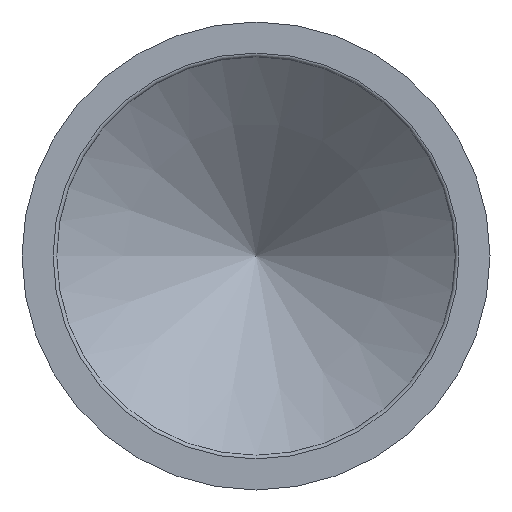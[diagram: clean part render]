
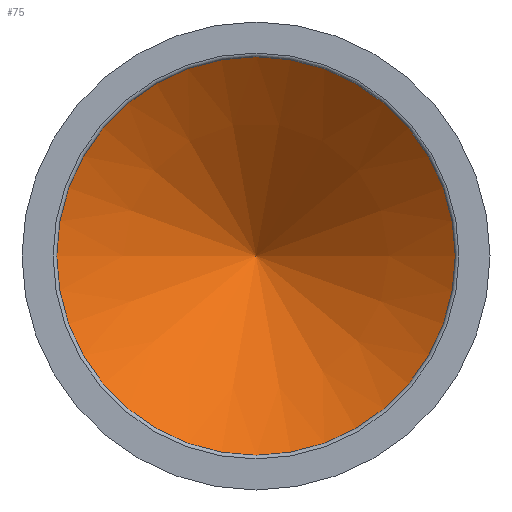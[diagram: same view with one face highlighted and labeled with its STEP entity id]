
A CAD part, left-side view. The second image highlights one B-rep face of the part: STEP entity #75.
In plain terms, the highlighted conical face has half-angle 52.381 degrees and reference radius 27.25 mm.
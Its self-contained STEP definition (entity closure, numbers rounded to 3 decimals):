
#75 = ADVANCED_FACE( '', ( #88, #89 ), #90, .F. );
#88 = FACE_BOUND( '', #123, .T. );
#89 = FACE_OUTER_BOUND( '', #124, .T. );
#90 = CONICAL_SURFACE( '', #125, 27.25, 0.914 );
#123 = VERTEX_LOOP( '', #158 );
#124 = EDGE_LOOP( '', ( #159 ) );
#125 = AXIS2_PLACEMENT_3D( '', #160, #161, #162 );
#158 = VERTEX_POINT( '', #217 );
#159 = ORIENTED_EDGE( '', *, *, #218, .F. );
#160 = CARTESIAN_POINT( '', ( 2.2, 0., 0. ) );
#161 = DIRECTION( '', ( -1., 0., 0. ) );
#162 = DIRECTION( '', ( 0., -1., 0. ) );
#217 = CARTESIAN_POINT( '', ( 23.2, 0., 0. ) );
#218 = EDGE_CURVE( '', #229, #229, #230, .T. );
#229 = VERTEX_POINT( '', #251 );
#230 = CIRCLE( '', #252, 27.25 );
#251 = CARTESIAN_POINT( '', ( 2.2, 27.25, 0. ) );
#252 = AXIS2_PLACEMENT_3D( '', #273, #274, #275 );
#273 = CARTESIAN_POINT( '', ( 2.2, 0., 0. ) );
#274 = DIRECTION( '', ( 1., 0., 0. ) );
#275 = DIRECTION( '', ( 0., 1., 0. ) );
